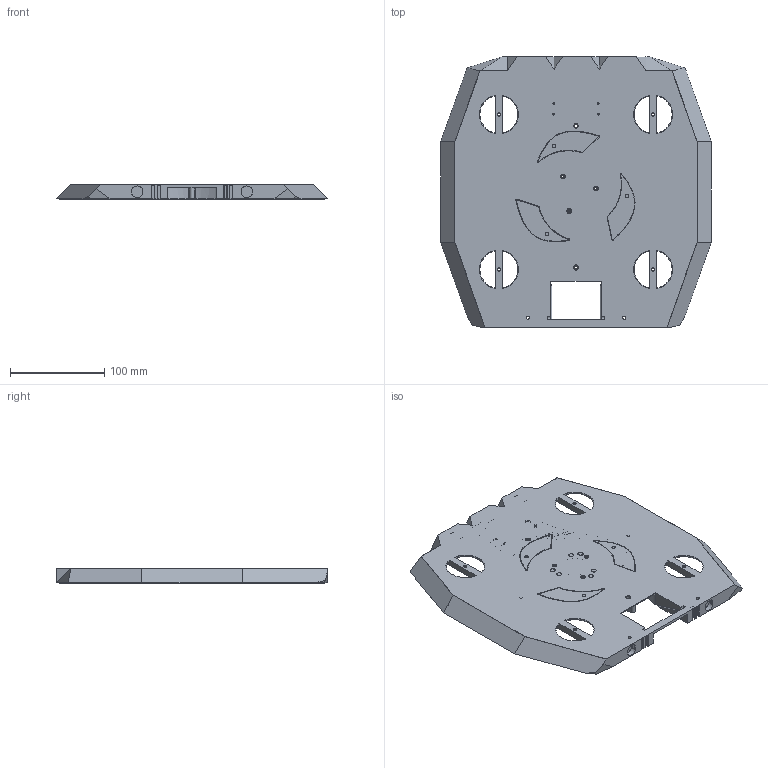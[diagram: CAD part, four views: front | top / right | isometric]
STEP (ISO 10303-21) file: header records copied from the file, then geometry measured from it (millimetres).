
FILE_DESCRIPTION(('FreeCAD Model'),'2;1');
FILE_NAME('Open CASCADE Shape Model','2024-10-07T19:23:15',('Author'),( ''),'Open CASCADE STEP processor 7.6','FreeCAD','Unknown');
FILE_SCHEMA(('AUTOMOTIVE_DESIGN { 1 0 10303 214 1 1 1 1 }'));
Length unit declared in the file: millimetre
Products named in the file (7): FlowChamber_Mod; DOPM_Modded-Body; Spare_Slot_Support_Design-Body; Spare_Slot_1_Support-Body; Spare_Slot_2_Support-Body; Spare_Slot_3_Support-Body; Cable_Channel_Support-Body
Assembly tree (6 placements, depth 2):
  FlowChamber_Mod
    DOPM_Modded-Body
    Spare_Slot_Support_Design-Body
    Spare_Slot_1_Support-Body
    Spare_Slot_2_Support-Body
    Spare_Slot_3_Support-Body
    Cable_Channel_Support-Body
Bounding box: 286.44 x 286.44 x 15.88 mm (x, y, z)
Volume: 242072.5 mm3; surface area: 200388.4 mm2
Topology: 6 solids, 10 shells, 1746 faces, 4689 edges, 3034 vertices
Faces by surface type: plane 824, cylinder 479, bspline 254, cone 161, torus 22, sphere 6
Full cylindrical faces by diameter (mm): 1.9 x4, 2.4 x6, 2.9 x14, 3.2 x3, 3.3 x2, 3.4 x7, 3.5 x1, 3.6 x3, 4.253 x2, 4.5 x4, 4.7 x13, 5 x6
Entity records: 60868 total; most frequent: CARTESIAN_POINT 18317, ORIENTED_EDGE 9378, DIRECTION 8073, EDGE_CURVE 4689, VERTEX_POINT 3034, AXIS2_PLACEMENT_3D 2811, LINE 2451, VECTOR 2451
